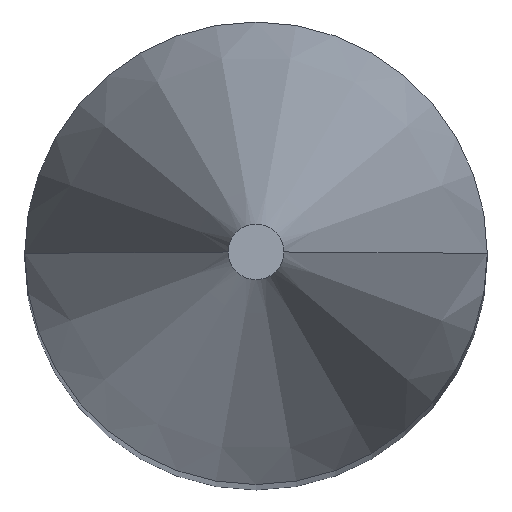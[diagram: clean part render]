
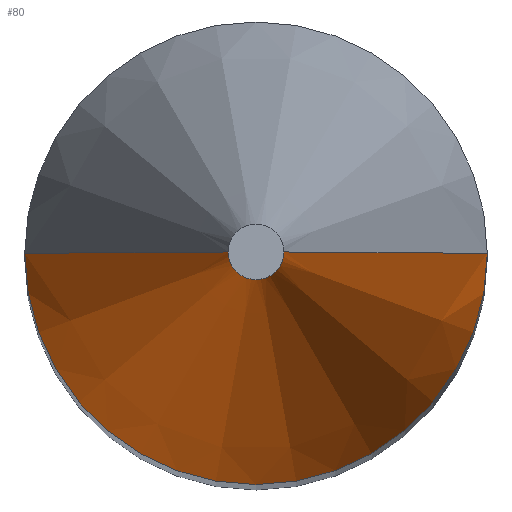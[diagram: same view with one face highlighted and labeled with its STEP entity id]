
A CAD part, top view. The second image highlights one B-rep face of the part: STEP entity #80.
In plain terms, the highlighted conical face has half-angle 15 degrees and reference radius 0.381 mm.
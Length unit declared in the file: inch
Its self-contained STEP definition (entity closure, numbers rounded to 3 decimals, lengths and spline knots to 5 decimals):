
#1 = EDGE_LOOP ( 'NONE', ( #82, #59, #231, #174 ) ) ;
#2 = CARTESIAN_POINT ( 'NONE',  ( 0., 0., 2.08947 ) ) ;
#3 = CARTESIAN_POINT ( 'NONE',  ( -0.125, 0., 2.08947 ) ) ;
#11 = CONICAL_SURFACE ( 'NONE', #12, 0.015, 0.262 ) ;
#12 = AXIS2_PLACEMENT_3D ( 'NONE', #112, #164, #232 ) ;
#19 = EDGE_CURVE ( 'NONE', #172, #76, #197, .T. ) ;
#40 = VERTEX_POINT ( 'NONE', #229 ) ;
#42 = VECTOR ( 'NONE', #157, 39.37008 ) ;
#45 = EDGE_CURVE ( 'NONE', #172, #40, #126, .T. ) ;
#51 = CARTESIAN_POINT ( 'NONE',  ( 0.015, 0., 2.5 ) ) ;
#53 = FACE_OUTER_BOUND ( 'NONE', #1, .T. ) ;
#58 = CARTESIAN_POINT ( 'NONE',  ( -0.015, 0., 2.5 ) ) ;
#59 = ORIENTED_EDGE ( 'NONE', *, *, #179, .T. ) ;
#63 = AXIS2_PLACEMENT_3D ( 'NONE', #135, #245, #159 ) ;
#75 = DIRECTION ( 'NONE',  ( 0., 0., -1. ) ) ;
#76 = VERTEX_POINT ( 'NONE', #110 ) ;
#80 = ADVANCED_FACE ( 'NONE', ( #53 ), #11, .T. ) ;
#82 = ORIENTED_EDGE ( 'NONE', *, *, #19, .T. ) ;
#83 = LINE ( 'NONE', #58, #42 ) ;
#107 = AXIS2_PLACEMENT_3D ( 'NONE', #2, #75, #213 ) ;
#110 = CARTESIAN_POINT ( 'NONE',  ( -0.015, 0., 2.5 ) ) ;
#112 = CARTESIAN_POINT ( 'NONE',  ( 0., 0., 2.5 ) ) ;
#126 = LINE ( 'NONE', #51, #205 ) ;
#135 = CARTESIAN_POINT ( 'NONE',  ( 0., 0., 2.5 ) ) ;
#157 = DIRECTION ( 'NONE',  ( -0.259, 0., -0.966 ) ) ;
#159 = DIRECTION ( 'NONE',  ( -1., 0., 0. ) ) ;
#164 = DIRECTION ( 'NONE',  ( 0., 0., -1. ) ) ;
#172 = VERTEX_POINT ( 'NONE', #237 ) ;
#174 = ORIENTED_EDGE ( 'NONE', *, *, #45, .F. ) ;
#179 = EDGE_CURVE ( 'NONE', #76, #240, #83, .T. ) ;
#197 = CIRCLE ( 'NONE', #63, 0.015 ) ;
#205 = VECTOR ( 'NONE', #207, 39.37008 ) ;
#207 = DIRECTION ( 'NONE',  ( 0.259, 0., -0.966 ) ) ;
#213 = DIRECTION ( 'NONE',  ( -1., 0., 0. ) ) ;
#223 = CIRCLE ( 'NONE', #107, 0.125 ) ;
#225 = EDGE_CURVE ( 'NONE', #40, #240, #223, .T. ) ;
#229 = CARTESIAN_POINT ( 'NONE',  ( 0.125, 0., 2.08947 ) ) ;
#231 = ORIENTED_EDGE ( 'NONE', *, *, #225, .F. ) ;
#232 = DIRECTION ( 'NONE',  ( 1., 0., 0. ) ) ;
#237 = CARTESIAN_POINT ( 'NONE',  ( 0.015, 0., 2.5 ) ) ;
#240 = VERTEX_POINT ( 'NONE', #3 ) ;
#245 = DIRECTION ( 'NONE',  ( 0., 0., -1. ) ) ;
